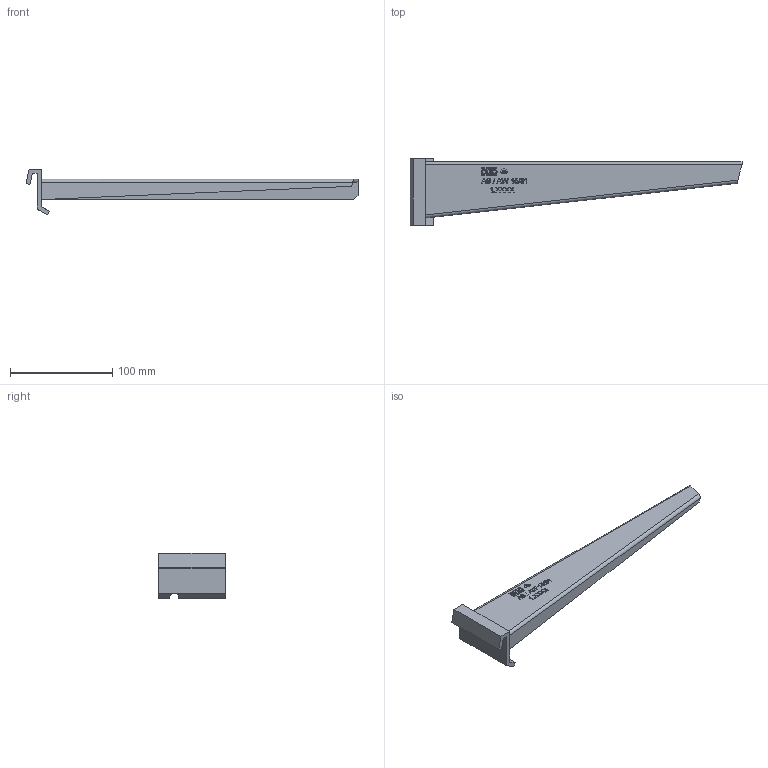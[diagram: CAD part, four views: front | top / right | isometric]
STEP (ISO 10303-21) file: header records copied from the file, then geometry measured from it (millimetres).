
FILE_DESCRIPTION((''),'2;1');
FILE_NAME('6421385_ASM','2013-04-29T',('AndreasKeweloh'),(''),'PRO/ENGINEER BY PARAMETRIC TECHNOLOGY CORPORATION, 2012360','PRO/ENGINEER BY PARAMETRIC TECHNOLOGY CORPORATION, 2012360','');
FILE_SCHEMA(('CONFIG_CONTROL_DESIGN'));
Length unit declared in the file: millimetre
Products named in the file (3): 6421385_KLEMMS; 6421385_AUSLEGER; 6421385_ASM
Assembly tree (2 placements, depth 2):
  6421385_ASM
    6421385_KLEMMS
    6421385_AUSLEGER
Bounding box: 325.05 x 65 x 45 mm (x, y, z)
Volume: 47876.2 mm3; surface area: 51934.6 mm2
Topology: 2 solids, 2 shells, 365 faces, 968 edges, 641 vertices
Faces by surface type: plane 246, extrusion 78, cylinder 37, bspline 4
Entity records: 13900 total; most frequent: CARTESIAN_POINT 4983, ORIENTED_EDGE 1936, DIRECTION 1543, EDGE_CURVE 968, VECTOR 807, LINE 729, VERTEX_POINT 641, EDGE_LOOP 399
